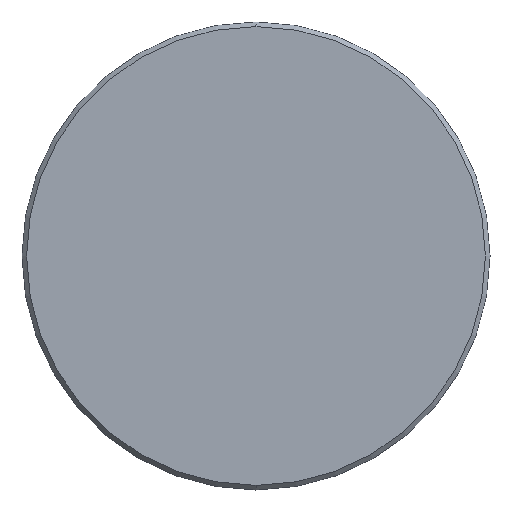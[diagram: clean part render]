
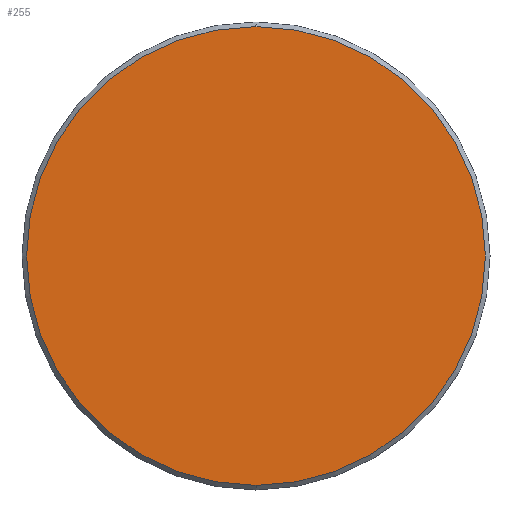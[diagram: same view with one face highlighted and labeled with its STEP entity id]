
A CAD part, left-side view. The second image highlights one B-rep face of the part: STEP entity #255.
In plain terms, the highlighted planar face has unit normal (-1, 0, 0).
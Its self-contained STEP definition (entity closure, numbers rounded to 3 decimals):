
#8 = VERTEX_POINT ( 'NONE', #21 ) ;
#21 = CARTESIAN_POINT ( 'NONE',  ( -1.45, 0., 12.45 ) ) ;
#30 = DIRECTION ( 'NONE',  ( 1., 0., 0. ) ) ;
#39 = AXIS2_PLACEMENT_3D ( 'NONE', #117, #30, #207 ) ;
#43 = FACE_OUTER_BOUND ( 'NONE', #246, .T. ) ;
#109 = EDGE_CURVE ( 'NONE', #290, #8, #226, .T. ) ;
#116 = DIRECTION ( 'NONE',  ( -1., 0., 0. ) ) ;
#117 = CARTESIAN_POINT ( 'NONE',  ( -1.45, 0., 0. ) ) ;
#129 = DIRECTION ( 'NONE',  ( 0., 0., -1. ) ) ;
#142 = DIRECTION ( 'NONE',  ( 0., 0., -1. ) ) ;
#147 = CARTESIAN_POINT ( 'NONE',  ( -1.45, 0., 0. ) ) ;
#151 = ORIENTED_EDGE ( 'NONE', *, *, #109, .T. ) ;
#161 = CARTESIAN_POINT ( 'NONE',  ( -1.45, 0., 0. ) ) ;
#163 = CIRCLE ( 'NONE', #244, 12.45 ) ;
#189 = EDGE_CURVE ( 'NONE', #8, #290, #163, .T. ) ;
#203 = CARTESIAN_POINT ( 'NONE',  ( -1.45, 0., -12.45 ) ) ;
#207 = DIRECTION ( 'NONE',  ( 0., 0., -1. ) ) ;
#226 = CIRCLE ( 'NONE', #229, 12.45 ) ;
#229 = AXIS2_PLACEMENT_3D ( 'NONE', #161, #116, #142 ) ;
#244 = AXIS2_PLACEMENT_3D ( 'NONE', #147, #278, #129 ) ;
#246 = EDGE_LOOP ( 'NONE', ( #151, #295 ) ) ;
#255 = ADVANCED_FACE ( 'NONE', ( #43 ), #280, .F. ) ;
#278 = DIRECTION ( 'NONE',  ( -1., 0., 0. ) ) ;
#280 = PLANE ( 'NONE',  #39 ) ;
#290 = VERTEX_POINT ( 'NONE', #203 ) ;
#295 = ORIENTED_EDGE ( 'NONE', *, *, #189, .T. ) ;
